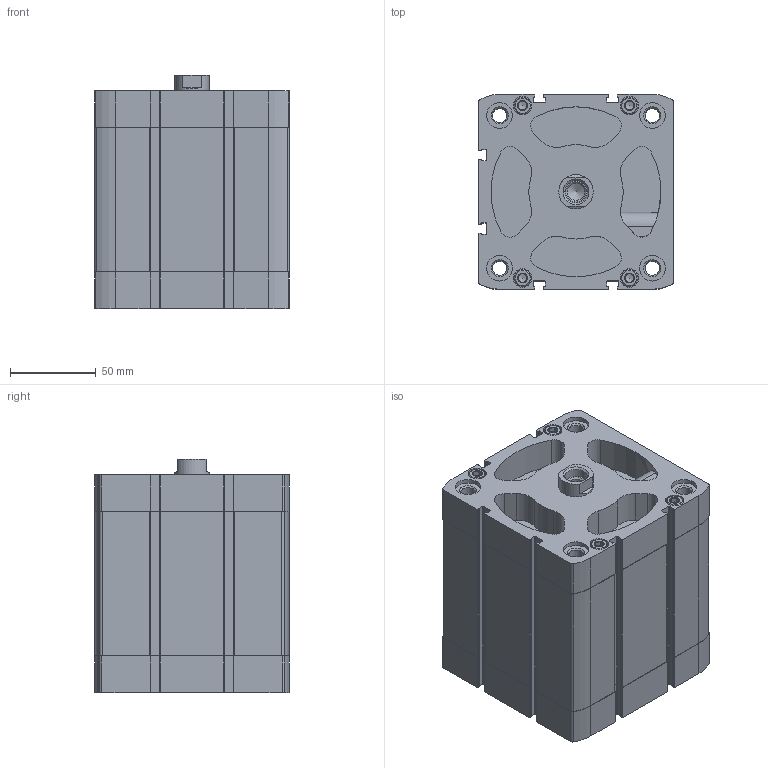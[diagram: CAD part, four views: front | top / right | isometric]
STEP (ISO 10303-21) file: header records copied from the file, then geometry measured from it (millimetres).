
FILE_DESCRIPTION(/* description */ ('STEP AP214'),/* implementation_level */ '2;1');
FILE_NAME(/* name */ '536391_ADN-100-60-I-P-A',/* time_stamp */ '2024-07-30T15:00:27+02:00',/* author */ ('License CC BY-ND 4.0'),/* organization */ ('CADENAS'),/* preprocessor_version */ 'ST-DEVELOPER v19.3',/* originating_system */ 'PARTsolutions',/* authorisation */ ' ');
FILE_SCHEMA (('AUTOMOTIVE_DESIGN {1 0 10303 214 3 1 1}'));
Length unit declared in the file: millimetre
Products named in the file (3): 536391 ADN-100-60-I-P-A---(asm_0); 536372 ADN-60-P---(Z); 536372 ADN-60-P-I_(KS)
Assembly tree (2 placements, depth 2):
  536391 ADN-100-60-I-P-A---(asm_0)
    536372 ADN-60-P---(Z)
    536372 ADN-60-P-I_(KS)
Bounding box: 113.5 x 113.5 x 136 mm (x, y, z)
Volume: 965595.6 mm3; surface area: 201200.8 mm2
Topology: 2 solids, 2 shells, 537 faces, 1401 edges, 913 vertices
Faces by surface type: plane 284, cylinder 216, cone 37
Full cylindrical faces by diameter (mm): 8.376 x8, 8.566 x2, 9 x4, 10 x8, 10.106 x1, 10.7 x8, 12 x1, 13 x1, 15 x8, 20 x2, 100 x2
Entity records: 16095 total; most frequent: CARTESIAN_POINT 2933, DIRECTION 2834, ORIENTED_EDGE 2574, EDGE_CURVE 1287, AXIS2_PLACEMENT_3D 1059, VERTEX_POINT 890, LINE 716, VECTOR 716
